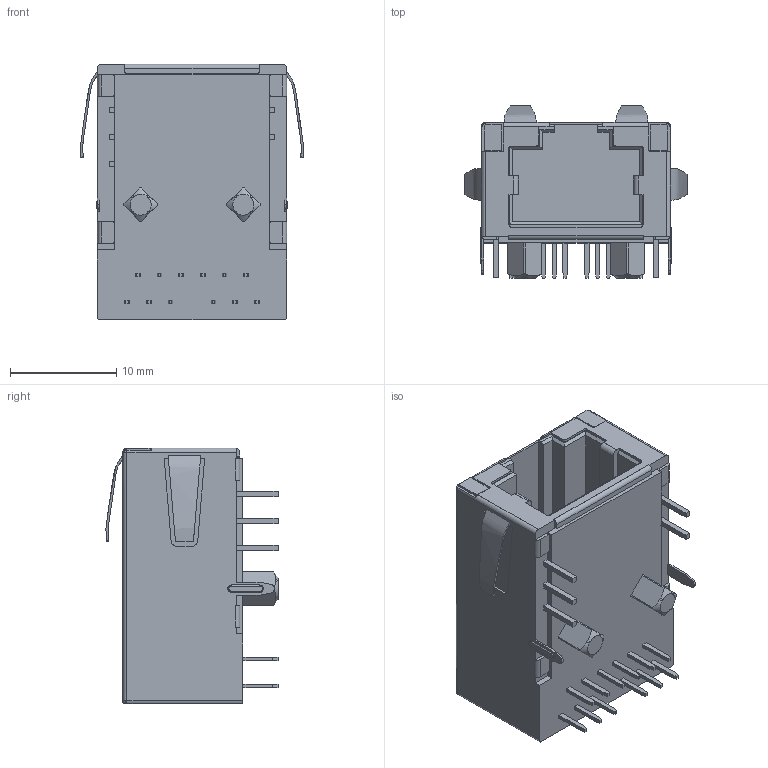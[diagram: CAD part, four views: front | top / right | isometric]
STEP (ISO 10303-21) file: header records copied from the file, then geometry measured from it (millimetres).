
FILE_DESCRIPTION (( 'STEP AP203' ), '1' );
FILE_NAME ('TMJK9461A97NL.step', '2023-06-14T00:29:45', ( '' ), ( '' ), 'SwSTEP 2.0', 'SolidWorks 2022', '' );
FILE_SCHEMA (( 'CONFIG_CONTROL_DESIGN' ));
Length unit declared in the file: millimetre
Products named in the file (1): TMJK9461A97NL
Bounding box: 20.93 x 16.17 x 24.04 mm (x, y, z)
Volume: 3888.6 mm3; surface area: 2600 mm2
Topology: 1 solids, 1 shells, 450 faces, 1413 edges, 1032 vertices
Faces by surface type: plane 333, cylinder 89, bspline 12, sphere 8, torus 8
Entity records: 18411 total; most frequent: CARTESIAN_POINT 6179, ORIENTED_EDGE 2826, DIRECTION 2076, EDGE_CURVE 1413, VERTEX_POINT 1032, VECTOR 838, LINE 838, AXIS2_PLACEMENT_3D 619
